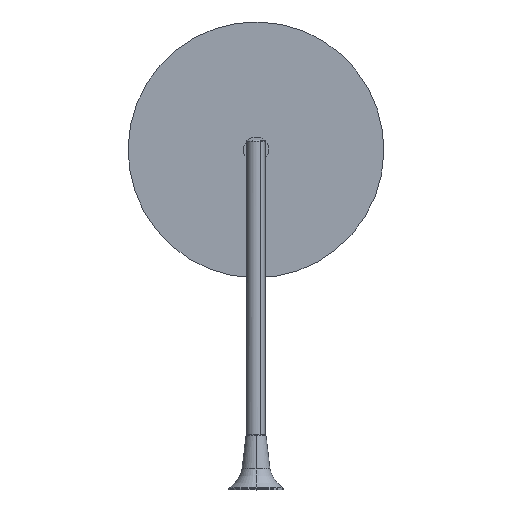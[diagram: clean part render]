
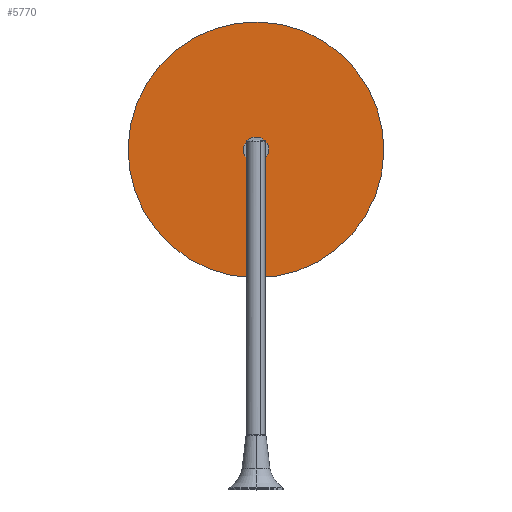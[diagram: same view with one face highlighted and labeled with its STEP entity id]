
A CAD part, top view. The second image highlights one B-rep face of the part: STEP entity #5770.
In plain terms, the highlighted planar face has unit normal (0, 0, 1).
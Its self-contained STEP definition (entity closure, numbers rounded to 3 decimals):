
#5729=CARTESIAN_POINT('Axis2P3D Location',(0.,384.,-55.5)) ;
#5734=CARTESIAN_POINT('Axis2P3D Location',(0.,399.,-55.5)) ;
#5738=CARTESIAN_POINT('Vertex',(-71.914,530.637,-55.5)) ;
#5740=CARTESIAN_POINT('Vertex',(71.914,267.363,-55.5)) ;
#5743=CARTESIAN_POINT('Axis2P3D Location',(0.,399.,-55.5)) ;
#5752=CARTESIAN_POINT('Axis2P3D Location',(0.,399.,-55.5)) ;
#5756=CARTESIAN_POINT('Vertex',(7.191,385.836,-55.5)) ;
#5758=CARTESIAN_POINT('Vertex',(-7.191,412.164,-55.5)) ;
#5761=CARTESIAN_POINT('Axis2P3D Location',(0.,399.,-55.5)) ;
#5730=DIRECTION('Axis2P3D Direction',(0.,0.,1.)) ;
#5731=DIRECTION('Axis2P3D XDirection',(1.,0.,0.)) ;
#5735=DIRECTION('Axis2P3D Direction',(0.,0.,1.)) ;
#5744=DIRECTION('Axis2P3D Direction',(0.,0.,1.)) ;
#5753=DIRECTION('Axis2P3D Direction',(0.,0.,1.)) ;
#5762=DIRECTION('Axis2P3D Direction',(0.,0.,1.)) ;
#5732=AXIS2_PLACEMENT_3D('Plane Axis2P3D',#5729,#5730,#5731) ;
#5736=AXIS2_PLACEMENT_3D('Circle Axis2P3D',#5734,#5735,$) ;
#5745=AXIS2_PLACEMENT_3D('Circle Axis2P3D',#5743,#5744,$) ;
#5754=AXIS2_PLACEMENT_3D('Circle Axis2P3D',#5752,#5753,$) ;
#5763=AXIS2_PLACEMENT_3D('Circle Axis2P3D',#5761,#5762,$) ;
#5749=ORIENTED_EDGE('',*,*,#5742,.T.) ;
#5750=ORIENTED_EDGE('',*,*,#5747,.T.) ;
#5767=ORIENTED_EDGE('',*,*,#5760,.F.) ;
#5768=ORIENTED_EDGE('',*,*,#5765,.F.) ;
#5769=FACE_BOUND('',#5766,.T.) ;
#5770=ADVANCED_FACE('PartBody',(#5751,#5769),#5733,.T.) ;
#5737=CIRCLE('generated circle',#5736,150.) ;
#5746=CIRCLE('generated circle',#5745,150.) ;
#5755=CIRCLE('generated circle',#5754,15.) ;
#5764=CIRCLE('generated circle',#5763,15.) ;
#5742=EDGE_CURVE('',#5739,#5741,#5737,.T.) ;
#5747=EDGE_CURVE('',#5741,#5739,#5746,.T.) ;
#5760=EDGE_CURVE('',#5757,#5759,#5755,.T.) ;
#5765=EDGE_CURVE('',#5759,#5757,#5764,.T.) ;
#5748=EDGE_LOOP('',(#5749,#5750)) ;
#5766=EDGE_LOOP('',(#5767,#5768)) ;
#5751=FACE_OUTER_BOUND('',#5748,.T.) ;
#5733=PLANE('',#5732) ;
#5739=VERTEX_POINT('',#5738) ;
#5741=VERTEX_POINT('',#5740) ;
#5757=VERTEX_POINT('',#5756) ;
#5759=VERTEX_POINT('',#5758) ;
